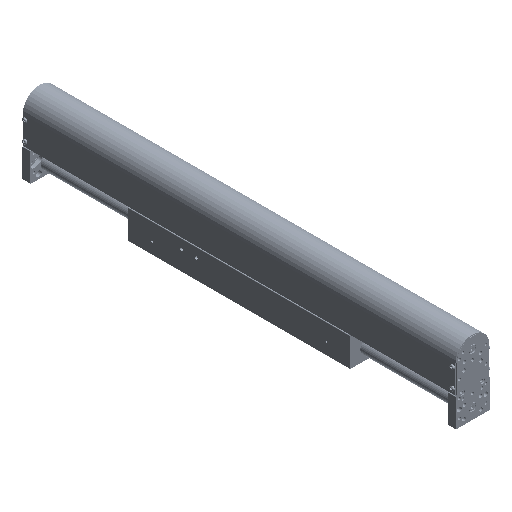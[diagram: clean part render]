
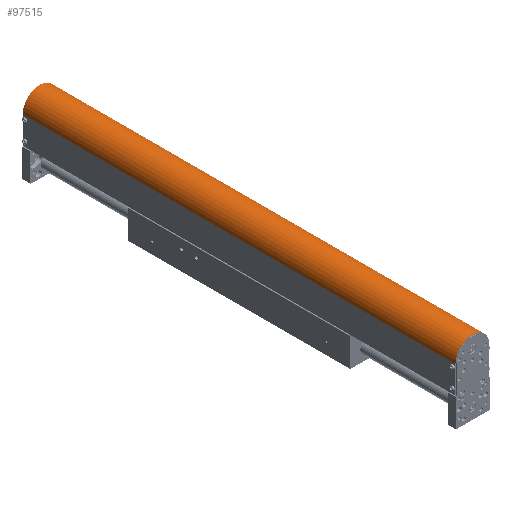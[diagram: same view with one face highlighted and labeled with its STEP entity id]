
A CAD part, isometric view. The second image highlights one B-rep face of the part: STEP entity #97515.
In plain terms, the highlighted cylindrical face has radius 32 mm (diameter 64 mm), a partial arc.
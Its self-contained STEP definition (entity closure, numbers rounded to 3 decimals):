
#13847 = ORIENTED_EDGE ( 'NONE', *, *, #119024, .F. ) ;
#15915 = ORIENTED_EDGE ( 'NONE', *, *, #87540, .T. ) ;
#17023 = CARTESIAN_POINT ( 'NONE',  ( 0., 0., 0. ) ) ;
#22190 = FACE_OUTER_BOUND ( 'NONE', #75760, .T. ) ;
#23741 = LINE ( 'NONE', #168743, #99953 ) ;
#33233 = AXIS2_PLACEMENT_3D ( 'NONE', #17023, #143460, #100081 ) ;
#34877 = CARTESIAN_POINT ( 'NONE',  ( 0., 0., 817. ) ) ;
#35569 = CARTESIAN_POINT ( 'NONE',  ( 0., 0., 817. ) ) ;
#37979 = AXIS2_PLACEMENT_3D ( 'NONE', #35569, #77082, #123656 ) ;
#39025 = DIRECTION ( 'NONE',  ( 0., 0., -1. ) ) ;
#48331 = CYLINDRICAL_SURFACE ( 'NONE', #126856, 32. ) ;
#55927 = ORIENTED_EDGE ( 'NONE', *, *, #164459, .F. ) ;
#75313 = VERTEX_POINT ( 'NONE', #83332 ) ;
#75351 = VERTEX_POINT ( 'NONE', #127542 ) ;
#75760 = EDGE_LOOP ( 'NONE', ( #15915, #13847, #55927, #107673 ) ) ;
#77082 = DIRECTION ( 'NONE',  ( 0., 0., 1. ) ) ;
#80083 = LINE ( 'NONE', #135152, #101179 ) ;
#83332 = CARTESIAN_POINT ( 'NONE',  ( 32., 0., 0. ) ) ;
#86795 = VERTEX_POINT ( 'NONE', #128706 ) ;
#87540 = EDGE_CURVE ( 'NONE', #75313, #75351, #119602, .T. ) ;
#94428 = CARTESIAN_POINT ( 'NONE',  ( 32., 0., 817. ) ) ;
#97515 = ADVANCED_FACE ( 'NONE', ( #22190 ), #48331, .T. ) ;
#99953 = VECTOR ( 'NONE', #162698, 1000. ) ;
#100081 = DIRECTION ( 'NONE',  ( 1., 0., 0. ) ) ;
#101179 = VECTOR ( 'NONE', #163113, 1000. ) ;
#107673 = ORIENTED_EDGE ( 'NONE', *, *, #110247, .T. ) ;
#110247 = EDGE_CURVE ( 'NONE', #166012, #75313, #23741, .T. ) ;
#119024 = EDGE_CURVE ( 'NONE', #86795, #75351, #80083, .T. ) ;
#119602 = CIRCLE ( 'NONE', #33233, 32. ) ;
#123656 = DIRECTION ( 'NONE',  ( 1., 0., 0. ) ) ;
#126856 = AXIS2_PLACEMENT_3D ( 'NONE', #34877, #39025, #157665 ) ;
#127542 = CARTESIAN_POINT ( 'NONE',  ( -32., 0., 0. ) ) ;
#128706 = CARTESIAN_POINT ( 'NONE',  ( -32., 0., 817. ) ) ;
#135152 = CARTESIAN_POINT ( 'NONE',  ( -32., 0., 817. ) ) ;
#141975 = CIRCLE ( 'NONE', #37979, 32. ) ;
#143460 = DIRECTION ( 'NONE',  ( 0., 0., 1. ) ) ;
#157665 = DIRECTION ( 'NONE',  ( -1., 0., 0. ) ) ;
#162698 = DIRECTION ( 'NONE',  ( 0., 0., -1. ) ) ;
#163113 = DIRECTION ( 'NONE',  ( 0., 0., -1. ) ) ;
#164459 = EDGE_CURVE ( 'NONE', #166012, #86795, #141975, .T. ) ;
#166012 = VERTEX_POINT ( 'NONE', #94428 ) ;
#168743 = CARTESIAN_POINT ( 'NONE',  ( 32., 0., 817. ) ) ;
